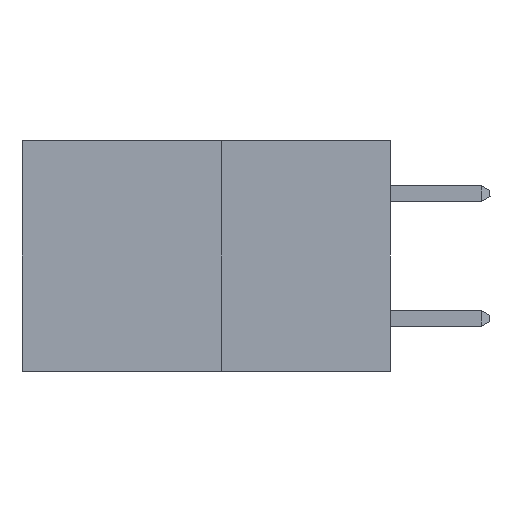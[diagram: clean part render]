
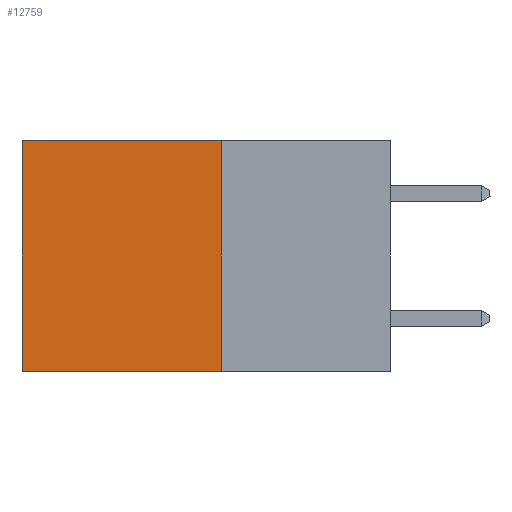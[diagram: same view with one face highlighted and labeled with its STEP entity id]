
A CAD part, left-side view. The second image highlights one B-rep face of the part: STEP entity #12759.
In plain terms, the highlighted planar face has unit normal (-1, 0, 0).
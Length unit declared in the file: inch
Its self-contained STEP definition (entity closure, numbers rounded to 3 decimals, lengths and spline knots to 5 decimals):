
#554 = PLANE ( 'NONE',  #14598 ) ;
#755 = CARTESIAN_POINT ( 'NONE',  ( 0.277, 0.27, 0. ) ) ;
#2232 = CARTESIAN_POINT ( 'NONE',  ( 0.277, 0.27, -0.37 ) ) ;
#2436 = CARTESIAN_POINT ( 'NONE',  ( 0.277, 0.27, -0.37 ) ) ;
#2483 = DIRECTION ( 'NONE',  ( 0., 1., 0. ) ) ;
#3206 = LINE ( 'NONE', #755, #13577 ) ;
#3388 = ORIENTED_EDGE ( 'NONE', *, *, #13662, .F. ) ;
#3444 = EDGE_CURVE ( 'NONE', #5410, #7200, #3206, .T. ) ;
#4348 = LINE ( 'NONE', #8341, #7385 ) ;
#4363 = VERTEX_POINT ( 'NONE', #13637 ) ;
#5410 = VERTEX_POINT ( 'NONE', #9237 ) ;
#5461 = DIRECTION ( 'NONE',  ( 0., 0., -1. ) ) ;
#5567 = FACE_OUTER_BOUND ( 'NONE', #9833, .T. ) ;
#6182 = EDGE_CURVE ( 'NONE', #7200, #7036, #15153, .T. ) ;
#6419 = LINE ( 'NONE', #2232, #13446 ) ;
#7036 = VERTEX_POINT ( 'NONE', #7423 ) ;
#7200 = VERTEX_POINT ( 'NONE', #9231 ) ;
#7385 = VECTOR ( 'NONE', #5461, 39.37008 ) ;
#7423 = CARTESIAN_POINT ( 'NONE',  ( 0.277, 0.59, -0.37 ) ) ;
#8341 = CARTESIAN_POINT ( 'NONE',  ( 0.277, 0.27, -0.37 ) ) ;
#9231 = CARTESIAN_POINT ( 'NONE',  ( 0.277, 0.59, 0. ) ) ;
#9237 = CARTESIAN_POINT ( 'NONE',  ( 0.277, 0.27, 0. ) ) ;
#9833 = EDGE_LOOP ( 'NONE', ( #14697, #14674, #3388, #15301 ) ) ;
#11176 = EDGE_CURVE ( 'NONE', #4363, #7036, #6419, .T. ) ;
#11258 = DIRECTION ( 'NONE',  ( 0., 1., 0. ) ) ;
#12759 = ADVANCED_FACE ( 'NONE', ( #5567 ), #554, .F. ) ;
#13446 = VECTOR ( 'NONE', #2483, 39.37008 ) ;
#13577 = VECTOR ( 'NONE', #11258, 39.37008 ) ;
#13637 = CARTESIAN_POINT ( 'NONE',  ( 0.277, 0.27, -0.37 ) ) ;
#13662 = EDGE_CURVE ( 'NONE', #5410, #4363, #4348, .T. ) ;
#14598 = AXIS2_PLACEMENT_3D ( 'NONE', #2436, #17595, #17575 ) ;
#14674 = ORIENTED_EDGE ( 'NONE', *, *, #11176, .F. ) ;
#14697 = ORIENTED_EDGE ( 'NONE', *, *, #6182, .T. ) ;
#14713 = VECTOR ( 'NONE', #17843, 39.37008 ) ;
#15153 = LINE ( 'NONE', #15975, #14713 ) ;
#15301 = ORIENTED_EDGE ( 'NONE', *, *, #3444, .T. ) ;
#15975 = CARTESIAN_POINT ( 'NONE',  ( 0.277, 0.59, -0.37 ) ) ;
#17575 = DIRECTION ( 'NONE',  ( 0., 0., -1. ) ) ;
#17595 = DIRECTION ( 'NONE',  ( 1., 0., 0. ) ) ;
#17843 = DIRECTION ( 'NONE',  ( 0., 0., -1. ) ) ;
